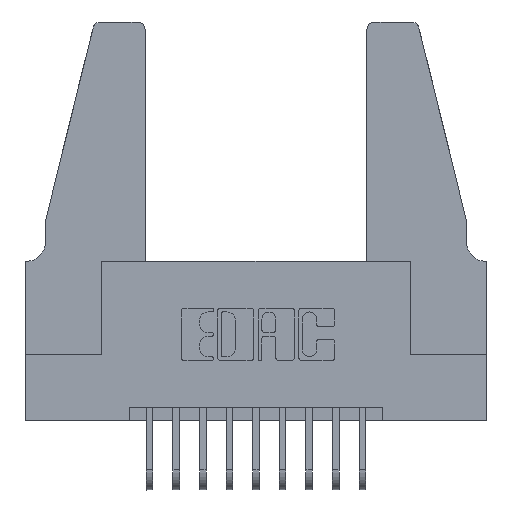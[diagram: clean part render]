
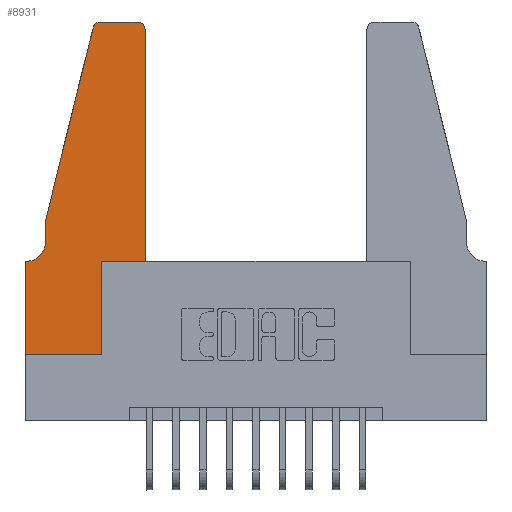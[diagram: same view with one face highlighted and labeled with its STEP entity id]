
A CAD part, top view. The second image highlights one B-rep face of the part: STEP entity #8931.
In plain terms, the highlighted planar face has unit normal (0, 0, 1).
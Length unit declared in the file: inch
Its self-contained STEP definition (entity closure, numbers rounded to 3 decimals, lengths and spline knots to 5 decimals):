
#79 = DIRECTION ( 'NONE',  ( 1., 0., 0. ) ) ;
#290 = ORIENTED_EDGE ( 'NONE', *, *, #9991, .T. ) ;
#310 = EDGE_CURVE ( 'NONE', #4962, #6648, #3123, .T. ) ;
#391 = ORIENTED_EDGE ( 'NONE', *, *, #1835, .T. ) ;
#727 = ORIENTED_EDGE ( 'NONE', *, *, #2040, .T. ) ;
#733 = EDGE_CURVE ( 'NONE', #10171, #4962, #5770, .T. ) ;
#793 = EDGE_CURVE ( 'NONE', #6648, #5636, #12457, .T. ) ;
#852 = ORIENTED_EDGE ( 'NONE', *, *, #733, .T. ) ;
#975 = CIRCLE ( 'NONE', #11588, 0.03 ) ;
#993 = EDGE_CURVE ( 'NONE', #6601, #3243, #13152, .T. ) ;
#1097 = DIRECTION ( 'NONE',  ( 1., 0., 0. ) ) ;
#1127 = CARTESIAN_POINT ( 'NONE',  ( 0.2865, 0.35, 0.37 ) ) ;
#1345 = DIRECTION ( 'NONE',  ( 1., 0., 0. ) ) ;
#1384 = CARTESIAN_POINT ( 'NONE',  ( 0.0755, 0.35, 0.37 ) ) ;
#1442 = VERTEX_POINT ( 'NONE', #6584 ) ;
#1835 = EDGE_CURVE ( 'NONE', #6769, #1442, #975, .T. ) ;
#1974 = CARTESIAN_POINT ( 'NONE',  ( 0.0055, 0.35, 0.37 ) ) ;
#1975 = LINE ( 'NONE', #12500, #10228 ) ;
#2040 = EDGE_CURVE ( 'NONE', #1442, #10171, #11700, .T. ) ;
#2215 = CARTESIAN_POINT ( 'NONE',  ( 0., 0., 0.37 ) ) ;
#2674 = EDGE_LOOP ( 'NONE', ( #290, #391, #727, #852, #2691, #4090, #4847, #4959, #6979, #7614, #7708, #8251 ) ) ;
#2691 = ORIENTED_EDGE ( 'NONE', *, *, #310, .T. ) ;
#2926 = AXIS2_PLACEMENT_3D ( 'NONE', #13425, #5143, #8145 ) ;
#3011 = LINE ( 'NONE', #10395, #8681 ) ;
#3109 = DIRECTION ( 'NONE',  ( 1., 0., 0. ) ) ;
#3123 = CIRCLE ( 'NONE', #2926, 0.07 ) ;
#3243 = VERTEX_POINT ( 'NONE', #5491 ) ;
#3391 = CARTESIAN_POINT ( 'NONE',  ( 0.4205, 1.22, 0.37 ) ) ;
#3445 = DIRECTION ( 'NONE',  ( -1., 0., 0. ) ) ;
#3488 = CARTESIAN_POINT ( 'NONE',  ( 0.284, 1.22, 0.37 ) ) ;
#3848 = EDGE_CURVE ( 'NONE', #6613, #7219, #3011, .T. ) ;
#4090 = ORIENTED_EDGE ( 'NONE', *, *, #793, .T. ) ;
#4181 = CARTESIAN_POINT ( 'NONE',  ( 0.0755, 0.42, 0.37 ) ) ;
#4217 = CARTESIAN_POINT ( 'NONE',  ( 0.4505, 0.35, 0.37 ) ) ;
#4387 = DIRECTION ( 'NONE',  ( 0., 1., 0. ) ) ;
#4526 = DIRECTION ( 'NONE',  ( 1., 0., 0. ) ) ;
#4549 = DIRECTION ( 'NONE',  ( 0., -1., 0. ) ) ;
#4846 = FACE_OUTER_BOUND ( 'NONE', #2674, .T. ) ;
#4847 = ORIENTED_EDGE ( 'NONE', *, *, #12246, .T. ) ;
#4959 = ORIENTED_EDGE ( 'NONE', *, *, #993, .T. ) ;
#4962 = VERTEX_POINT ( 'NONE', #4181 ) ;
#5143 = DIRECTION ( 'NONE',  ( 0., 0., -1. ) ) ;
#5227 = CARTESIAN_POINT ( 'NONE',  ( 0., 0., 0.37 ) ) ;
#5242 = CARTESIAN_POINT ( 'NONE',  ( 0.4205, 1.25, 0.37 ) ) ;
#5491 = CARTESIAN_POINT ( 'NONE',  ( 0.2865, 0., 0.37 ) ) ;
#5636 = VERTEX_POINT ( 'NONE', #13062 ) ;
#5639 = DIRECTION ( 'NONE',  ( 0., -1., 0. ) ) ;
#5770 = LINE ( 'NONE', #6510, #10883 ) ;
#5841 = PLANE ( 'NONE',  #6773 ) ;
#6240 = VERTEX_POINT ( 'NONE', #5242 ) ;
#6294 = DIRECTION ( 'NONE',  ( -0.239, -0.971, 0. ) ) ;
#6510 = CARTESIAN_POINT ( 'NONE',  ( 0.0755, 0.5, 0.37 ) ) ;
#6548 = LINE ( 'NONE', #8853, #11510 ) ;
#6584 = CARTESIAN_POINT ( 'NONE',  ( 0.25487, 1.22718, 0.37 ) ) ;
#6601 = VERTEX_POINT ( 'NONE', #5227 ) ;
#6613 = VERTEX_POINT ( 'NONE', #13153 ) ;
#6648 = VERTEX_POINT ( 'NONE', #1974 ) ;
#6769 = VERTEX_POINT ( 'NONE', #9767 ) ;
#6773 = AXIS2_PLACEMENT_3D ( 'NONE', #10918, #8036, #1345 ) ;
#6782 = VECTOR ( 'NONE', #6294, 39.37008 ) ;
#6979 = ORIENTED_EDGE ( 'NONE', *, *, #8006, .T. ) ;
#7145 = CIRCLE ( 'NONE', #9155, 0.03 ) ;
#7219 = VERTEX_POINT ( 'NONE', #12386 ) ;
#7614 = ORIENTED_EDGE ( 'NONE', *, *, #12087, .T. ) ;
#7708 = ORIENTED_EDGE ( 'NONE', *, *, #3848, .T. ) ;
#7803 = DIRECTION ( 'NONE',  ( 0., 0., 1. ) ) ;
#8006 = EDGE_CURVE ( 'NONE', #3243, #13163, #1975, .T. ) ;
#8036 = DIRECTION ( 'NONE',  ( 0., 0., 1. ) ) ;
#8145 = DIRECTION ( 'NONE',  ( -1., 0., 0. ) ) ;
#8251 = ORIENTED_EDGE ( 'NONE', *, *, #13142, .T. ) ;
#8681 = VECTOR ( 'NONE', #10442, 39.37008 ) ;
#8853 = CARTESIAN_POINT ( 'NONE',  ( 0.2605, 1.25, 0.37 ) ) ;
#8931 = ADVANCED_FACE ( 'NONE', ( #4846 ), #5841, .T. ) ;
#9155 = AXIS2_PLACEMENT_3D ( 'NONE', #3391, #10768, #4526 ) ;
#9767 = CARTESIAN_POINT ( 'NONE',  ( 0.284, 1.25, 0.37 ) ) ;
#9770 = CARTESIAN_POINT ( 'NONE',  ( 0.0755, 0.5, 0.37 ) ) ;
#9837 = CARTESIAN_POINT ( 'NONE',  ( 0., 0., 0.37 ) ) ;
#9991 = EDGE_CURVE ( 'NONE', #6240, #6769, #6548, .T. ) ;
#10171 = VERTEX_POINT ( 'NONE', #11938 ) ;
#10228 = VECTOR ( 'NONE', #4387, 39.37008 ) ;
#10286 = VECTOR ( 'NONE', #5639, 39.37008 ) ;
#10395 = CARTESIAN_POINT ( 'NONE',  ( 0.4505, 0.35, 0.37 ) ) ;
#10420 = VECTOR ( 'NONE', #79, 39.37008 ) ;
#10442 = DIRECTION ( 'NONE',  ( 0., 1., 0. ) ) ;
#10768 = DIRECTION ( 'NONE',  ( 0., 0., 1. ) ) ;
#10883 = VECTOR ( 'NONE', #4549, 39.37008 ) ;
#10918 = CARTESIAN_POINT ( 'NONE',  ( 0., 0.35, 0.37 ) ) ;
#11193 = VECTOR ( 'NONE', #3109, 39.37008 ) ;
#11467 = LINE ( 'NONE', #4217, #11193 ) ;
#11510 = VECTOR ( 'NONE', #3445, 39.37008 ) ;
#11588 = AXIS2_PLACEMENT_3D ( 'NONE', #3488, #7803, #1097 ) ;
#11700 = LINE ( 'NONE', #9770, #6782 ) ;
#11938 = CARTESIAN_POINT ( 'NONE',  ( 0.0755, 0.5, 0.37 ) ) ;
#12087 = EDGE_CURVE ( 'NONE', #13163, #6613, #11467, .T. ) ;
#12246 = EDGE_CURVE ( 'NONE', #5636, #6601, #13299, .T. ) ;
#12386 = CARTESIAN_POINT ( 'NONE',  ( 0.4505, 1.22, 0.37 ) ) ;
#12457 = LINE ( 'NONE', #1384, #12742 ) ;
#12500 = CARTESIAN_POINT ( 'NONE',  ( 0.2865, 0.35, 0.37 ) ) ;
#12742 = VECTOR ( 'NONE', #13254, 39.37008 ) ;
#13062 = CARTESIAN_POINT ( 'NONE',  ( 0., 0.35, 0.37 ) ) ;
#13142 = EDGE_CURVE ( 'NONE', #7219, #6240, #7145, .T. ) ;
#13152 = LINE ( 'NONE', #9837, #10420 ) ;
#13153 = CARTESIAN_POINT ( 'NONE',  ( 0.4505, 0.35, 0.37 ) ) ;
#13163 = VERTEX_POINT ( 'NONE', #1127 ) ;
#13254 = DIRECTION ( 'NONE',  ( -1., 0., 0. ) ) ;
#13299 = LINE ( 'NONE', #2215, #10286 ) ;
#13425 = CARTESIAN_POINT ( 'NONE',  ( 0.0055, 0.42, 0.37 ) ) ;
